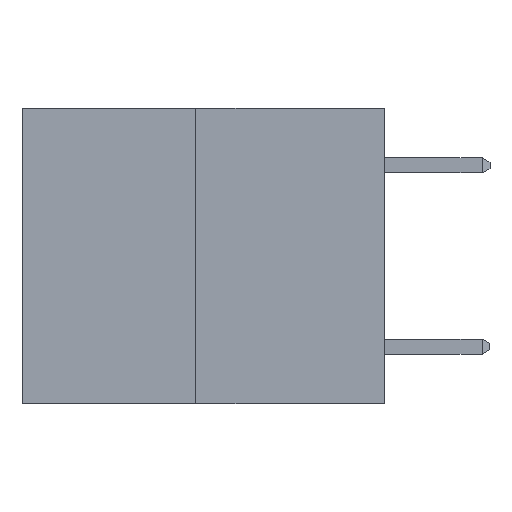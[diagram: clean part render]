
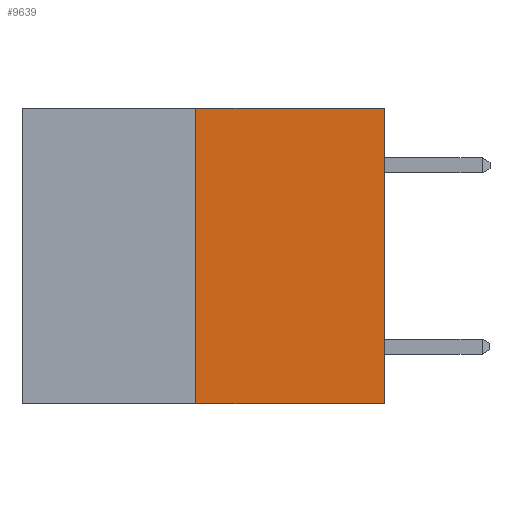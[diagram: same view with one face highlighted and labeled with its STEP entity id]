
A CAD part, left-side view. The second image highlights one B-rep face of the part: STEP entity #9639.
In plain terms, the highlighted planar face has unit normal (-1, 0, 0).
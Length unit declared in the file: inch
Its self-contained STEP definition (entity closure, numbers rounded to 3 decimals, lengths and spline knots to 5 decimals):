
#362 = EDGE_LOOP ( 'NONE', ( #3550, #3252, #16357, #4432 ) ) ;
#1073 = CARTESIAN_POINT ( 'NONE',  ( 0., 0., -0.49 ) ) ;
#1244 = VERTEX_POINT ( 'NONE', #15667 ) ;
#1828 = FACE_OUTER_BOUND ( 'NONE', #362, .T. ) ;
#2307 = LINE ( 'NONE', #14865, #2513 ) ;
#2513 = VECTOR ( 'NONE', #12326, 39.37008 ) ;
#2766 = DIRECTION ( 'NONE',  ( 0., 0., 1. ) ) ;
#3076 = VERTEX_POINT ( 'NONE', #1073 ) ;
#3252 = ORIENTED_EDGE ( 'NONE', *, *, #7373, .T. ) ;
#3550 = ORIENTED_EDGE ( 'NONE', *, *, #13788, .F. ) ;
#4097 = CARTESIAN_POINT ( 'NONE',  ( 0., 0., 0. ) ) ;
#4358 = VERTEX_POINT ( 'NONE', #6960 ) ;
#4432 = ORIENTED_EDGE ( 'NONE', *, *, #14258, .F. ) ;
#4887 = VECTOR ( 'NONE', #12388, 39.37008 ) ;
#5651 = EDGE_CURVE ( 'NONE', #3076, #4358, #14679, .T. ) ;
#5720 = AXIS2_PLACEMENT_3D ( 'NONE', #16211, #6081, #13674 ) ;
#6060 = VECTOR ( 'NONE', #12804, 39.37008 ) ;
#6081 = DIRECTION ( 'NONE',  ( 1., 0., 0. ) ) ;
#6960 = CARTESIAN_POINT ( 'NONE',  ( 0., 0., 0. ) ) ;
#7335 = VECTOR ( 'NONE', #2766, 39.37008 ) ;
#7373 = EDGE_CURVE ( 'NONE', #1244, #3076, #2307, .T. ) ;
#7854 = CARTESIAN_POINT ( 'NONE',  ( 0., 0.312, -0.49 ) ) ;
#8288 = CARTESIAN_POINT ( 'NONE',  ( 0., 0.312, 0. ) ) ;
#9470 = LINE ( 'NONE', #7854, #6060 ) ;
#9639 = ADVANCED_FACE ( 'NONE', ( #1828 ), #12465, .F. ) ;
#12326 = DIRECTION ( 'NONE',  ( 0., -1., 0. ) ) ;
#12388 = DIRECTION ( 'NONE',  ( 0., -1., 0. ) ) ;
#12465 = PLANE ( 'NONE',  #5720 ) ;
#12681 = LINE ( 'NONE', #16195, #4887 ) ;
#12804 = DIRECTION ( 'NONE',  ( 0., 0., 1. ) ) ;
#13674 = DIRECTION ( 'NONE',  ( 0., 0., -1. ) ) ;
#13788 = EDGE_CURVE ( 'NONE', #1244, #14043, #9470, .T. ) ;
#14043 = VERTEX_POINT ( 'NONE', #8288 ) ;
#14258 = EDGE_CURVE ( 'NONE', #14043, #4358, #12681, .T. ) ;
#14679 = LINE ( 'NONE', #4097, #7335 ) ;
#14865 = CARTESIAN_POINT ( 'NONE',  ( 0., 0.6, -0.49 ) ) ;
#15667 = CARTESIAN_POINT ( 'NONE',  ( 0., 0.312, -0.49 ) ) ;
#16195 = CARTESIAN_POINT ( 'NONE',  ( 0., 0.6, 0. ) ) ;
#16211 = CARTESIAN_POINT ( 'NONE',  ( 0., 0.6, 0. ) ) ;
#16357 = ORIENTED_EDGE ( 'NONE', *, *, #5651, .T. ) ;
